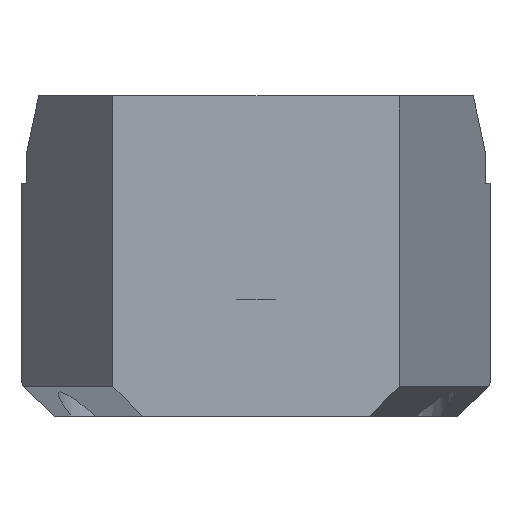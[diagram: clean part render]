
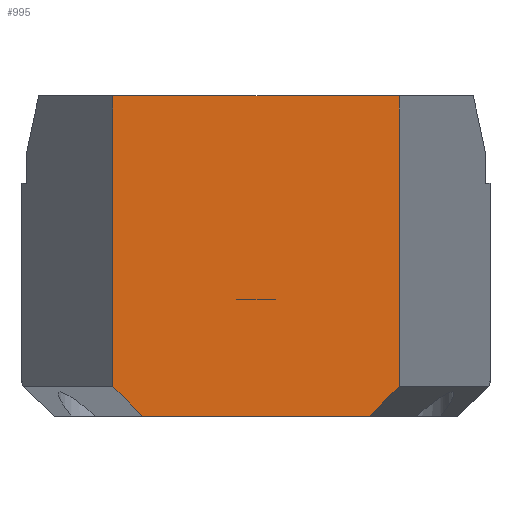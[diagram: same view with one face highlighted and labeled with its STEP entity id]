
A CAD part, front view. The second image highlights one B-rep face of the part: STEP entity #995.
In plain terms, the highlighted planar face has unit normal (0, -1, 0).
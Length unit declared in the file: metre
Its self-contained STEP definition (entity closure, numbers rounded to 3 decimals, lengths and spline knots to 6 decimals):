
#51=LINE('',#1527,#163);
#56=LINE('',#1537,#168);
#66=LINE('',#1557,#178);
#67=LINE('',#1559,#179);
#68=LINE('',#1560,#180);
#69=LINE('',#1561,#181);
#163=VECTOR('',#1221,1.);
#168=VECTOR('',#1228,1.);
#178=VECTOR('',#1240,1.);
#179=VECTOR('',#1243,1.);
#180=VECTOR('',#1244,1.);
#181=VECTOR('',#1245,1.);
#244=PLANE('',#1081);
#358=ORIENTED_EDGE('',*,*,#612,.F.);
#359=ORIENTED_EDGE('',*,*,#628,.T.);
#360=ORIENTED_EDGE('',*,*,#617,.T.);
#361=ORIENTED_EDGE('',*,*,#629,.T.);
#362=ORIENTED_EDGE('',*,*,#627,.F.);
#363=ORIENTED_EDGE('',*,*,#630,.T.);
#612=EDGE_CURVE('',#749,#750,#51,.T.);
#617=EDGE_CURVE('',#754,#753,#56,.T.);
#627=EDGE_CURVE('',#762,#757,#66,.T.);
#628=EDGE_CURVE('',#749,#754,#67,.F.);
#629=EDGE_CURVE('',#753,#757,#68,.T.);
#630=EDGE_CURVE('',#762,#750,#69,.F.);
#749=VERTEX_POINT('',#1526);
#750=VERTEX_POINT('',#1528);
#753=VERTEX_POINT('',#1536);
#754=VERTEX_POINT('',#1538);
#757=VERTEX_POINT('',#1546);
#762=VERTEX_POINT('',#1556);
#837=EDGE_LOOP('',(#358,#359,#360,#361,#362,#363));
#917=FACE_BOUND('',#837,.T.);
#995=ADVANCED_FACE('',(#917),#244,.F.);
#1081=AXIS2_PLACEMENT_3D('',#1558,#1241,#1242);
#1221=DIRECTION('',(-1.,0.,0.));
#1228=DIRECTION('',(0.,0.,1.));
#1240=DIRECTION('',(0.,0.,1.));
#1241=DIRECTION('',(0.,1.,0.));
#1242=DIRECTION('',(1.,0.,0.));
#1243=DIRECTION('',(-0.715,0.,-0.699));
#1244=DIRECTION('',(-1.,0.,0.));
#1245=DIRECTION('',(-0.715,0.,0.699));
#1526=CARTESIAN_POINT('',(0.003896,0.008,0.0001));
#1527=CARTESIAN_POINT('',(-0.00246,0.008,0.0001));
#1528=CARTESIAN_POINT('',(-0.003896,0.008,0.0001));
#1536=CARTESIAN_POINT('',(0.004919,0.008,0.0111));
#1537=CARTESIAN_POINT('',(0.004919,0.008,0.0001));
#1538=CARTESIAN_POINT('',(0.004919,0.008,0.0011));
#1546=CARTESIAN_POINT('',(-0.004919,0.008,0.0111));
#1556=CARTESIAN_POINT('',(-0.004919,0.008,0.0011));
#1557=CARTESIAN_POINT('',(-0.004919,0.008,0.0001));
#1558=CARTESIAN_POINT('',(-0.00246,0.008,0.0001));
#1559=CARTESIAN_POINT('',(0.004524,0.008,0.000714));
#1560=CARTESIAN_POINT('',(-0.00246,0.008,0.0111));
#1561=CARTESIAN_POINT('',(-0.004524,0.008,0.000714));
